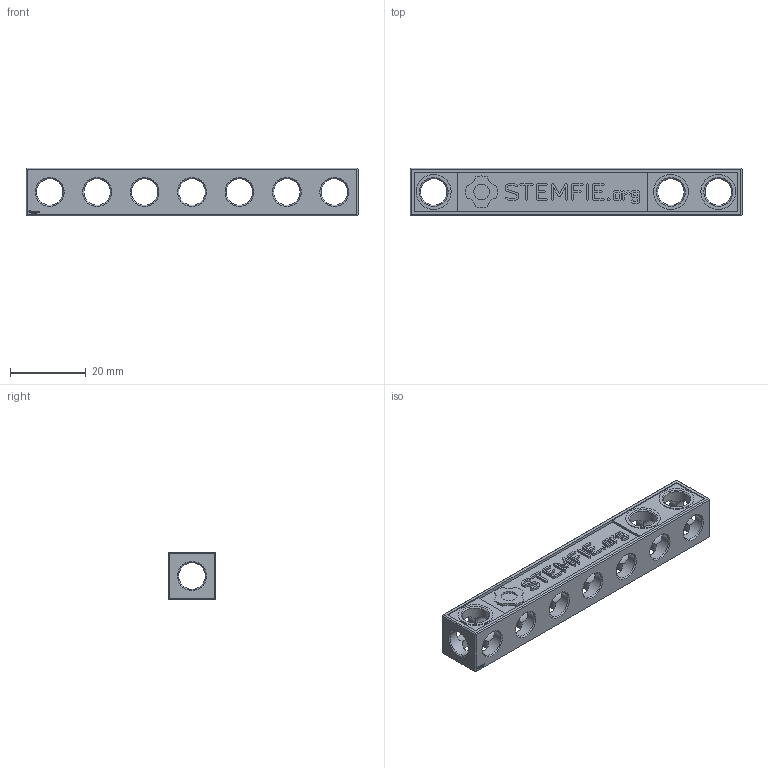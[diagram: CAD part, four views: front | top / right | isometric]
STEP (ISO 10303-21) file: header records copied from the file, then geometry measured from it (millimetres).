
FILE_DESCRIPTION(('FreeCAD Model'),'2;1');
FILE_NAME('Open CASCADE Shape Model','2023-11-10T18:37:54',(''),(''), 'Open CASCADE STEP processor 7.6','FreeCAD','Unknown');
FILE_SCHEMA(('AUTOMOTIVE_DESIGN { 1 0 10303 214 1 1 1 1 }'));
Products named in the file (1): Sign URL BEM STR ESS BU06x01x01 - SPN-SGN-0012 (stemfie.org)
Bounding box: 87.5 x 12.5 x 12.5 mm (x, y, z)
Volume: 6769.2 mm3; surface area: 6651.1 mm2
Topology: 1 solids, 1 shells, 750 faces, 2171 edges, 1448 vertices
Faces by surface type: plane 551, extrusion 134, cylinder 39, cone 26
Full cylindrical faces by diameter (mm): 7 x36, 9.2 x3
Entity records: 55090 total; most frequent: CARTESIAN_POINT 12844, DIRECTION 7231, VECTOR 5551, LINE 5417, ORIENTED_EDGE 4342, PCURVE 4342, DEFINITIONAL_REPRESENTATION 4342, EDGE_CURVE 2171
